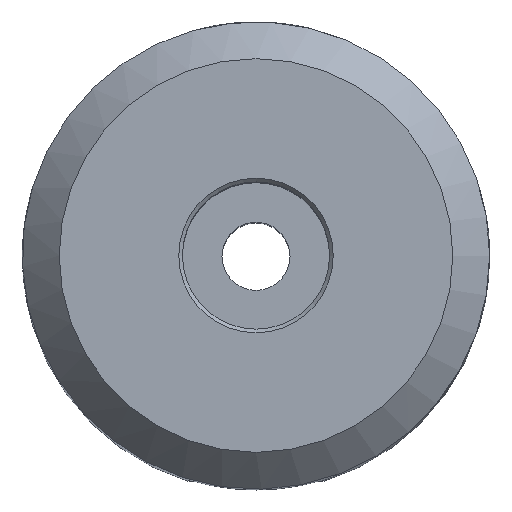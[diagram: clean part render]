
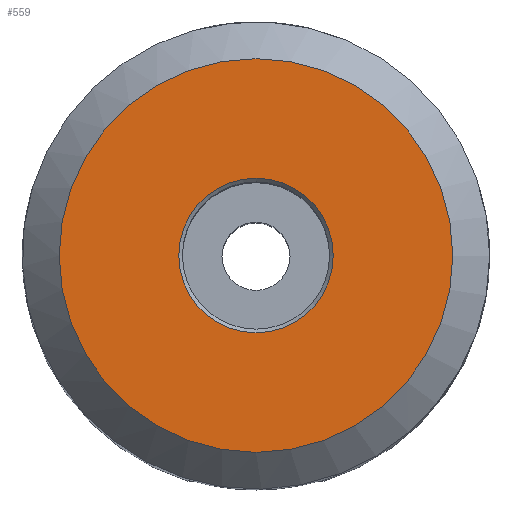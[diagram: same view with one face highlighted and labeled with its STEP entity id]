
A CAD part, top view. The second image highlights one B-rep face of the part: STEP entity #559.
In plain terms, the highlighted planar face has unit normal (0, 0, 1).
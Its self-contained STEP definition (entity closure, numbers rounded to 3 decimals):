
#5 = AXIS2_PLACEMENT_3D ( 'NONE', #566, #726, #474 ) ;
#39 = EDGE_CURVE ( 'NONE', #305, #305, #431, .T. ) ;
#64 = AXIS2_PLACEMENT_3D ( 'NONE', #452, #767, #430 ) ;
#86 = CIRCLE ( 'NONE', #5, 4.2 ) ;
#243 = EDGE_CURVE ( 'NONE', #707, #707, #86, .T. ) ;
#305 = VERTEX_POINT ( 'NONE', #887 ) ;
#430 = DIRECTION ( 'NONE',  ( 1., 0., 0. ) ) ;
#431 = CIRCLE ( 'NONE', #64, 10.7 ) ;
#452 = CARTESIAN_POINT ( 'NONE',  ( 0., 0., 65. ) ) ;
#474 = DIRECTION ( 'NONE',  ( 1., 0., 0. ) ) ;
#482 = PLANE ( 'NONE',  #579 ) ;
#554 = FACE_OUTER_BOUND ( 'NONE', #777, .T. ) ;
#559 = ADVANCED_FACE ( 'NONE', ( #1064, #554 ), #482, .T. ) ;
#566 = CARTESIAN_POINT ( 'NONE',  ( 0., 0., 65. ) ) ;
#579 = AXIS2_PLACEMENT_3D ( 'NONE', #703, #892, #987 ) ;
#640 = CARTESIAN_POINT ( 'NONE',  ( 4.2, 0., 65. ) ) ;
#703 = CARTESIAN_POINT ( 'NONE',  ( 0., 0., 65. ) ) ;
#707 = VERTEX_POINT ( 'NONE', #640 ) ;
#726 = DIRECTION ( 'NONE',  ( 0., 0., -1. ) ) ;
#759 = ORIENTED_EDGE ( 'NONE', *, *, #243, .T. ) ;
#767 = DIRECTION ( 'NONE',  ( 0., 0., 1. ) ) ;
#777 = EDGE_LOOP ( 'NONE', ( #952 ) ) ;
#839 = EDGE_LOOP ( 'NONE', ( #759 ) ) ;
#887 = CARTESIAN_POINT ( 'NONE',  ( 10.7, 0., 65. ) ) ;
#892 = DIRECTION ( 'NONE',  ( 0., 0., 1. ) ) ;
#952 = ORIENTED_EDGE ( 'NONE', *, *, #39, .T. ) ;
#987 = DIRECTION ( 'NONE',  ( 1., 0., 0. ) ) ;
#1064 = FACE_BOUND ( 'NONE', #839, .T. ) ;
